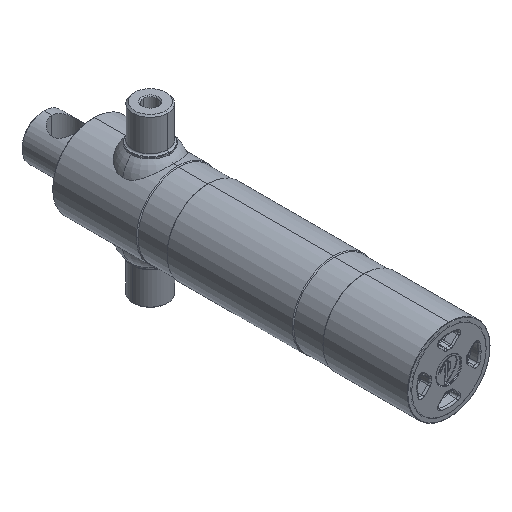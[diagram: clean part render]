
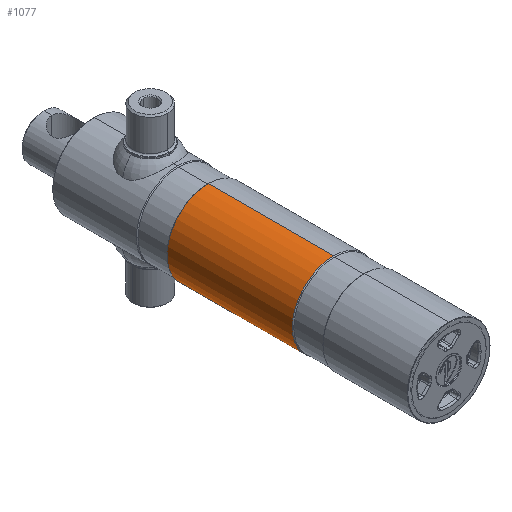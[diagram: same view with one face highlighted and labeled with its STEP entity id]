
A CAD part, isometric view. The second image highlights one B-rep face of the part: STEP entity #1077.
In plain terms, the highlighted cylindrical face has radius 54 mm (diameter 108 mm), a partial arc.
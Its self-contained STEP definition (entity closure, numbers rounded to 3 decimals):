
#223 = CARTESIAN_POINT ( 'NONE',  ( 0., 157.089, 54. ) ) ;
#1077 = ADVANCED_FACE ( 'NONE', ( #1477 ), #1425, .T. ) ;
#1215 = CARTESIAN_POINT ( 'NONE',  ( 0., 320.089, 0. ) ) ;
#1316 = ORIENTED_EDGE ( 'NONE', *, *, #9171, .F. ) ;
#1425 = CYLINDRICAL_SURFACE ( 'NONE', #5513, 54. ) ;
#1477 = FACE_OUTER_BOUND ( 'NONE', #9273, .T. ) ;
#1531 = ORIENTED_EDGE ( 'NONE', *, *, #9122, .T. ) ;
#1538 = DIRECTION ( 'NONE',  ( 0., -1., 0. ) ) ;
#1886 = VERTEX_POINT ( 'NONE', #6402 ) ;
#1947 = CARTESIAN_POINT ( 'NONE',  ( 0., -10.371, -54. ) ) ;
#1986 = DIRECTION ( 'NONE',  ( 0., 0., 1. ) ) ;
#2690 = VECTOR ( 'NONE', #3513, 1000. ) ;
#2698 = LINE ( 'NONE', #5590, #2690 ) ;
#2765 = DIRECTION ( 'NONE',  ( 0., -1., 0. ) ) ;
#2827 = VECTOR ( 'NONE', #2765, 1000. ) ;
#2835 = LINE ( 'NONE', #1947, #2827 ) ;
#2921 = CARTESIAN_POINT ( 'NONE',  ( 0., 157.089, -54. ) ) ;
#3013 = CIRCLE ( 'NONE', #3057, 54. ) ;
#3057 = AXIS2_PLACEMENT_3D ( 'NONE', #1215, #6236, #1986 ) ;
#3169 = VERTEX_POINT ( 'NONE', #2921 ) ;
#3513 = DIRECTION ( 'NONE',  ( 0., -1., 0. ) ) ;
#3689 = AXIS2_PLACEMENT_3D ( 'NONE', #5817, #1538, #6522 ) ;
#3706 = CIRCLE ( 'NONE', #3689, 54. ) ;
#4001 = ORIENTED_EDGE ( 'NONE', *, *, #8683, .F. ) ;
#4054 = CARTESIAN_POINT ( 'NONE',  ( 0., 320.089, 54. ) ) ;
#4513 = ORIENTED_EDGE ( 'NONE', *, *, #9154, .T. ) ;
#5513 = AXIS2_PLACEMENT_3D ( 'NONE', #7048, #5632, #5603 ) ;
#5590 = CARTESIAN_POINT ( 'NONE',  ( 0., -10.371, 54. ) ) ;
#5603 = DIRECTION ( 'NONE',  ( 0., 0., 1. ) ) ;
#5632 = DIRECTION ( 'NONE',  ( 0., -1., 0. ) ) ;
#5817 = CARTESIAN_POINT ( 'NONE',  ( 0., 157.089, 0. ) ) ;
#6236 = DIRECTION ( 'NONE',  ( 0., -1., 0. ) ) ;
#6402 = CARTESIAN_POINT ( 'NONE',  ( 0., 320.089, -54. ) ) ;
#6522 = DIRECTION ( 'NONE',  ( 0., 0., 1. ) ) ;
#7039 = VERTEX_POINT ( 'NONE', #4054 ) ;
#7048 = CARTESIAN_POINT ( 'NONE',  ( 0., -10.371, 0. ) ) ;
#8683 = EDGE_CURVE ( 'NONE', #8943, #3169, #3706, .T. ) ;
#8943 = VERTEX_POINT ( 'NONE', #223 ) ;
#9122 = EDGE_CURVE ( 'NONE', #7039, #1886, #3013, .T. ) ;
#9154 = EDGE_CURVE ( 'NONE', #1886, #3169, #2835, .T. ) ;
#9171 = EDGE_CURVE ( 'NONE', #7039, #8943, #2698, .T. ) ;
#9273 = EDGE_LOOP ( 'NONE', ( #1531, #4513, #4001, #1316 ) ) ;
